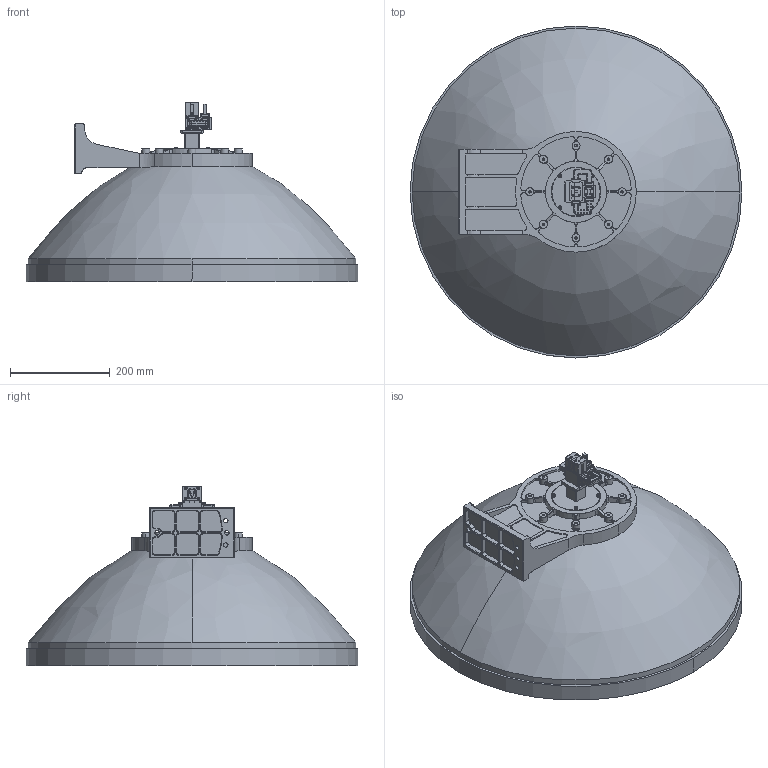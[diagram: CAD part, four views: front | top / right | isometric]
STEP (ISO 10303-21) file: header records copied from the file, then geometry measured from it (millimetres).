
FILE_DESCRIPTION (( 'STEP AP203' ), '1' );
FILE_NAME ('AY-RA43-24-MP.STEP', '2024-06-26T23:27:46', ( '' ), ( '' ), 'SwSTEP 2.0', 'SolidWorks 2021', '' );
FILE_SCHEMA (( 'CONFIG_CONTROL_DESIGN' ));
Products named in the file (1): AY-RA43-24-MP
Bounding box: 666 x 666 x 359.42 mm (x, y, z)
Volume: 53254961.7 mm3; surface area: 1113611.5 mm2
Topology: 103 solids, 103 shells, 4069 faces, 8870 edges, 5234 vertices
Faces by surface type: plane 1941, cone 1193, cylinder 929, bspline 6
Entity records: 112191 total; most frequent: CARTESIAN_POINT 23308, DIRECTION 19099, ORIENTED_EDGE 17612, EDGE_CURVE 8806, AXIS2_PLACEMENT_3D 7054, VERTEX_POINT 5234, VECTOR 4991, LINE 4991
